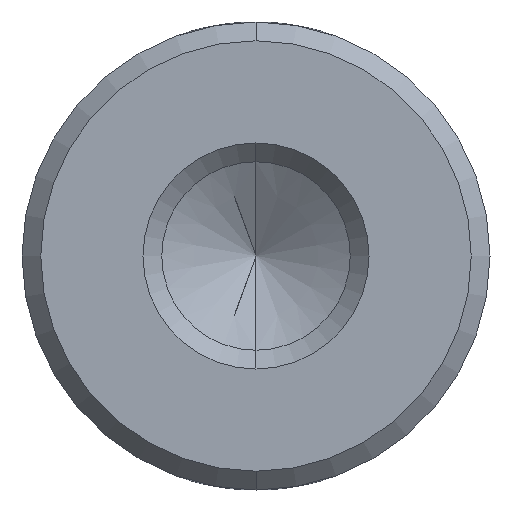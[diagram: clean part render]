
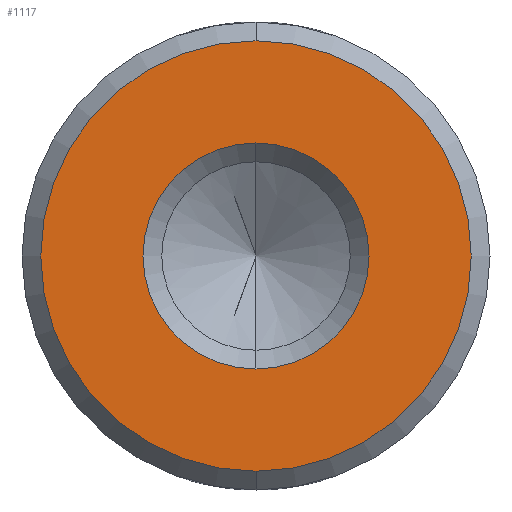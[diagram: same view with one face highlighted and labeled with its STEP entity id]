
A CAD part, front view. The second image highlights one B-rep face of the part: STEP entity #1117.
In plain terms, the highlighted planar face has unit normal (0, -1, 0).
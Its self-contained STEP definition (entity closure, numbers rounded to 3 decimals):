
#50 = AXIS2_PLACEMENT_3D ( 'NONE', #889, #2356, #1105 ) ;
#70 = VERTEX_POINT ( 'NONE', #1311 ) ;
#77 = AXIS2_PLACEMENT_3D ( 'NONE', #1977, #723, #2191 ) ;
#111 = CARTESIAN_POINT ( 'NONE',  ( 0., 0., -5.829 ) ) ;
#242 = AXIS2_PLACEMENT_3D ( 'NONE', #2283, #1031, #2494 ) ;
#345 = CARTESIAN_POINT ( 'NONE',  ( 5.829, 0., 0. ) ) ;
#449 = VERTEX_POINT ( 'NONE', #2055 ) ;
#505 = CIRCLE ( 'NONE', #50, 3.061 ) ;
#552 = CIRCLE ( 'NONE', #77, 5.829 ) ;
#572 = DIRECTION ( 'NONE',  ( 0., 0., 1. ) ) ;
#723 = DIRECTION ( 'NONE',  ( 0., 1., 0. ) ) ;
#757 = CARTESIAN_POINT ( 'NONE',  ( 0., 0., 5.829 ) ) ;
#778 = PLANE ( 'NONE',  #2278 ) ;
#889 = CARTESIAN_POINT ( 'NONE',  ( 0., 0., 0. ) ) ;
#951 = VERTEX_POINT ( 'NONE', #111 ) ;
#1031 = DIRECTION ( 'NONE',  ( 0., 1., 0. ) ) ;
#1105 = DIRECTION ( 'NONE',  ( 0., 0., 1. ) ) ;
#1117 = ADVANCED_FACE ( 'NONE', ( #2195, #1643 ), #778, .F. ) ;
#1165 = EDGE_CURVE ( 'NONE', #951, #2587, #1733, .T. ) ;
#1220 = DIRECTION ( 'NONE',  ( 0., 1., 0. ) ) ;
#1311 = CARTESIAN_POINT ( 'NONE',  ( 0., 0., -3.061 ) ) ;
#1399 = ORIENTED_EDGE ( 'NONE', *, *, #1165, .F. ) ;
#1421 = ORIENTED_EDGE ( 'NONE', *, *, #2161, .T. ) ;
#1498 = ORIENTED_EDGE ( 'NONE', *, *, #2530, .F. ) ;
#1509 = EDGE_LOOP ( 'NONE', ( #1421, #2682 ) ) ;
#1643 = FACE_OUTER_BOUND ( 'NONE', #2670, .T. ) ;
#1733 = CIRCLE ( 'NONE', #242, 5.829 ) ;
#1815 = EDGE_CURVE ( 'NONE', #449, #70, #2615, .T. ) ;
#1823 = DIRECTION ( 'NONE',  ( 0., 1., 0. ) ) ;
#1977 = CARTESIAN_POINT ( 'NONE',  ( 0., 0., 0. ) ) ;
#2055 = CARTESIAN_POINT ( 'NONE',  ( 0., 0., 3.061 ) ) ;
#2085 = AXIS2_PLACEMENT_3D ( 'NONE', #2464, #1220, #2688 ) ;
#2161 = EDGE_CURVE ( 'NONE', #70, #449, #505, .T. ) ;
#2191 = DIRECTION ( 'NONE',  ( 0., 0., 1. ) ) ;
#2195 = FACE_BOUND ( 'NONE', #1509, .T. ) ;
#2278 = AXIS2_PLACEMENT_3D ( 'NONE', #345, #1823, #572 ) ;
#2283 = CARTESIAN_POINT ( 'NONE',  ( 0., 0., 0. ) ) ;
#2356 = DIRECTION ( 'NONE',  ( 0., 1., 0. ) ) ;
#2464 = CARTESIAN_POINT ( 'NONE',  ( 0., 0., 0. ) ) ;
#2494 = DIRECTION ( 'NONE',  ( 0., 0., 1. ) ) ;
#2530 = EDGE_CURVE ( 'NONE', #2587, #951, #552, .T. ) ;
#2587 = VERTEX_POINT ( 'NONE', #757 ) ;
#2615 = CIRCLE ( 'NONE', #2085, 3.061 ) ;
#2670 = EDGE_LOOP ( 'NONE', ( #1498, #1399 ) ) ;
#2682 = ORIENTED_EDGE ( 'NONE', *, *, #1815, .T. ) ;
#2688 = DIRECTION ( 'NONE',  ( 0., 0., 1. ) ) ;
